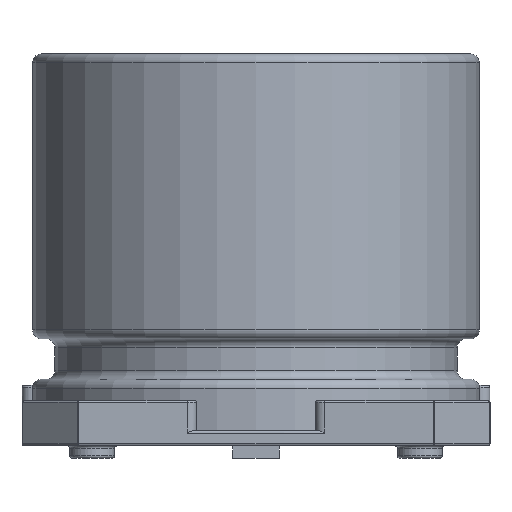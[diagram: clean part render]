
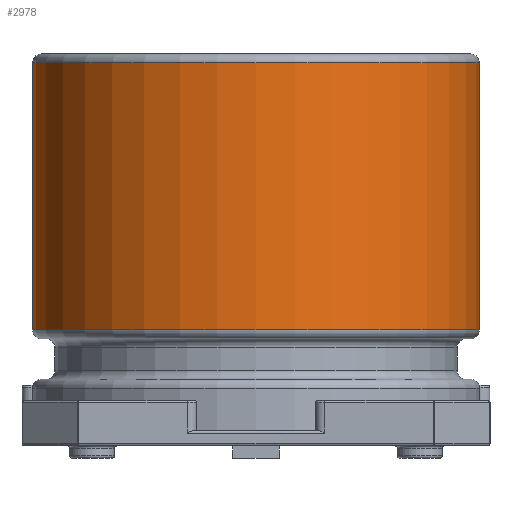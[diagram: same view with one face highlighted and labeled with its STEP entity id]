
A CAD part, left-side view. The second image highlights one B-rep face of the part: STEP entity #2978.
In plain terms, the highlighted cylindrical face has radius 3.15 mm (diameter 6.3 mm), a full revolution.
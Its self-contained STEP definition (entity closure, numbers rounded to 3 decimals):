
#300=CYLINDRICAL_SURFACE('',#3243,3.15);
#417=FACE_OUTER_BOUND('',#558,.T.);
#558=EDGE_LOOP('',(#2725,#2726,#2727,#2728,#2729,#2730));
#714=LINE('',#5650,#858);
#858=VECTOR('',#3881,3.15);
#990=CIRCLE('',#3241,3.15);
#991=CIRCLE('',#3242,3.15);
#992=CIRCLE('',#3244,3.15);
#993=CIRCLE('',#3245,3.15);
#1365=VERTEX_POINT('',#5643);
#1366=VERTEX_POINT('',#5645);
#1367=VERTEX_POINT('',#5649);
#1368=VERTEX_POINT('',#5651);
#1828=EDGE_CURVE('',#1365,#1366,#990,.T.);
#1829=EDGE_CURVE('',#1366,#1365,#991,.T.);
#1830=EDGE_CURVE('',#1366,#1367,#714,.T.);
#1831=EDGE_CURVE('',#1368,#1367,#992,.T.);
#1832=EDGE_CURVE('',#1367,#1368,#993,.T.);
#2725=ORIENTED_EDGE('',*,*,#1829,.F.);
#2726=ORIENTED_EDGE('',*,*,#1830,.T.);
#2727=ORIENTED_EDGE('',*,*,#1831,.F.);
#2728=ORIENTED_EDGE('',*,*,#1832,.F.);
#2729=ORIENTED_EDGE('',*,*,#1830,.F.);
#2730=ORIENTED_EDGE('',*,*,#1828,.F.);
#2978=ADVANCED_FACE('',(#417),#300,.T.);
#3241=AXIS2_PLACEMENT_3D('',#5646,#3875,#3876);
#3242=AXIS2_PLACEMENT_3D('',#5647,#3877,#3878);
#3243=AXIS2_PLACEMENT_3D('',#5648,#3879,#3880);
#3244=AXIS2_PLACEMENT_3D('',#5652,#3882,#3883);
#3245=AXIS2_PLACEMENT_3D('',#5653,#3884,#3885);
#3875=DIRECTION('center_axis',(0.,0.,1.));
#3876=DIRECTION('ref_axis',(0.,1.,0.));
#3877=DIRECTION('center_axis',(0.,0.,1.));
#3878=DIRECTION('ref_axis',(0.,1.,0.));
#3879=DIRECTION('center_axis',(0.,0.,1.));
#3880=DIRECTION('ref_axis',(0.,1.,0.));
#3881=DIRECTION('',(0.,0.,-1.));
#3882=DIRECTION('center_axis',(0.,0.,-1.));
#3883=DIRECTION('ref_axis',(0.,-1.,0.));
#3884=DIRECTION('center_axis',(0.,0.,-1.));
#3885=DIRECTION('ref_axis',(0.,-1.,0.));
#5643=CARTESIAN_POINT('',(0.,3.15,5.574));
#5645=CARTESIAN_POINT('',(0.,-3.15,5.574));
#5646=CARTESIAN_POINT('Origin',(0.,0.,5.574));
#5647=CARTESIAN_POINT('Origin',(0.,0.,5.574));
#5648=CARTESIAN_POINT('Origin',(0.,0.,0.385));
#5649=CARTESIAN_POINT('',(0.,-3.15,1.808));
#5650=CARTESIAN_POINT('',(0.,-3.15,0.385));
#5651=CARTESIAN_POINT('',(0.,3.15,1.808));
#5652=CARTESIAN_POINT('Origin',(0.,0.,1.808));
#5653=CARTESIAN_POINT('Origin',(0.,0.,1.808));
